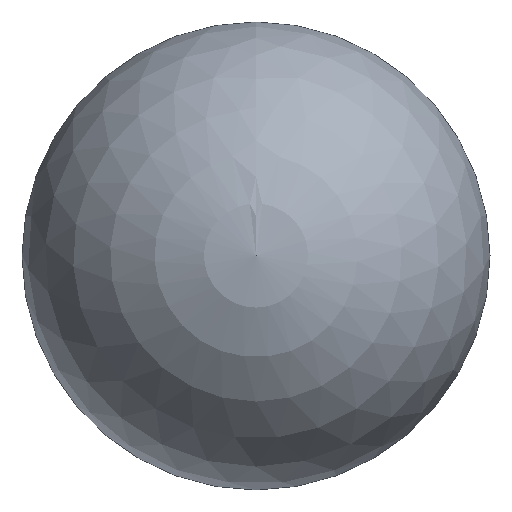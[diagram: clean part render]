
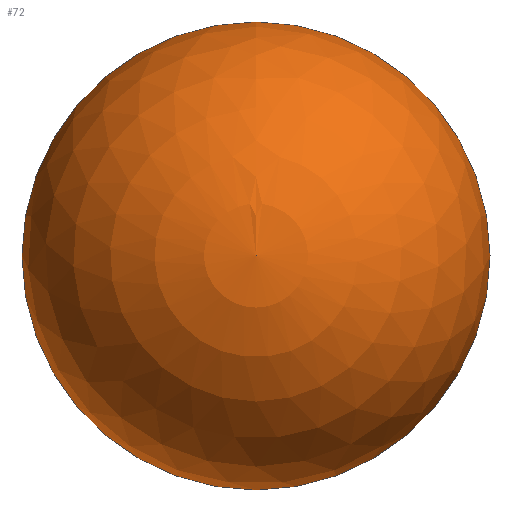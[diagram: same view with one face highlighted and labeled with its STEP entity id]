
A CAD part, top view. The second image highlights one B-rep face of the part: STEP entity #72.
In plain terms, the highlighted spherical face has radius 2.381 mm.
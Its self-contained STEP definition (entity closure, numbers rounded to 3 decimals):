
#2 = DIRECTION ( 'NONE',  ( 0., 1., 0. ) ) ;
#11 = DIRECTION ( 'NONE',  ( 0., 1., 0. ) ) ;
#12 = SPHERICAL_SURFACE ( 'NONE', #46, 2.381 ) ;
#16 = EDGE_LOOP ( 'NONE', ( #23, #31 ) ) ;
#21 = CARTESIAN_POINT ( 'NONE',  ( 4., 8.9, 0. ) ) ;
#23 = ORIENTED_EDGE ( 'NONE', *, *, #68, .F. ) ;
#27 = DIRECTION ( 'NONE',  ( 1., 0., 0. ) ) ;
#30 = AXIS2_PLACEMENT_3D ( 'NONE', #21, #74, #27 ) ;
#31 = ORIENTED_EDGE ( 'NONE', *, *, #62, .T. ) ;
#34 = AXIS2_PLACEMENT_3D ( 'NONE', #82, #42, #2 ) ;
#35 = CARTESIAN_POINT ( 'NONE',  ( 4., 8.9, 0. ) ) ;
#42 = DIRECTION ( 'NONE',  ( 0., 0., -1. ) ) ;
#46 = AXIS2_PLACEMENT_3D ( 'NONE', #35, #55, #11 ) ;
#47 = CIRCLE ( 'NONE', #30, 2.381 ) ;
#51 = VERTEX_POINT ( 'NONE', #61 ) ;
#55 = DIRECTION ( 'NONE',  ( 0., 0., -1. ) ) ;
#58 = CARTESIAN_POINT ( 'NONE',  ( 1.619, 8.9, 0. ) ) ;
#61 = CARTESIAN_POINT ( 'NONE',  ( 6.381, 8.9, 0. ) ) ;
#62 = EDGE_CURVE ( 'NONE', #51, #85, #47, .T. ) ;
#65 = CIRCLE ( 'NONE', #34, 2.381 ) ;
#68 = EDGE_CURVE ( 'NONE', #51, #85, #65, .T. ) ;
#72 = ADVANCED_FACE ( 'NONE', ( #79 ), #12, .T. ) ;
#74 = DIRECTION ( 'NONE',  ( 0., 0., 1. ) ) ;
#79 = FACE_OUTER_BOUND ( 'NONE', #16, .T. ) ;
#82 = CARTESIAN_POINT ( 'NONE',  ( 4., 8.9, 0. ) ) ;
#85 = VERTEX_POINT ( 'NONE', #58 ) ;
